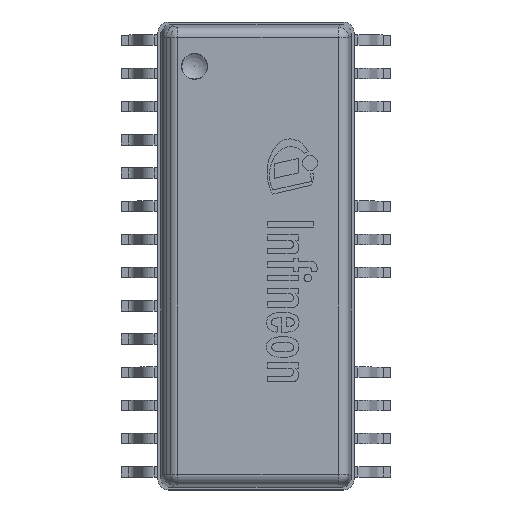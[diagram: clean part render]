
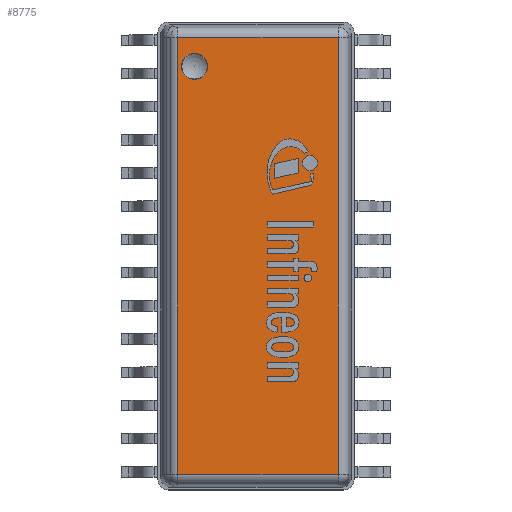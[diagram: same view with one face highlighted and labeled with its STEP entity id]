
A CAD part, top view. The second image highlights one B-rep face of the part: STEP entity #8775.
In plain terms, the highlighted planar face has unit normal (0, 0, 1).
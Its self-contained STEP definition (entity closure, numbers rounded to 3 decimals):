
#98=FACE_BOUND('',#1428,.T.);
#444=PLANE('',#9551);
#915=FACE_OUTER_BOUND('',#1427,.T.);
#1427=EDGE_LOOP('',(#7660,#7661,#7662,#7663));
#1428=EDGE_LOOP('',(#7664));
#2280=LINE('',#14050,#3231);
#2282=LINE('',#14053,#3233);
#2285=LINE('',#14058,#3236);
#2290=LINE('',#14068,#3241);
#3231=VECTOR('',#11568,1.);
#3233=VECTOR('',#11572,1.);
#3236=VECTOR('',#11579,1.);
#3241=VECTOR('',#11590,1.);
#3705=CIRCLE('',#9552,0.5);
#4326=VERTEX_POINT('',#13989);
#4334=VERTEX_POINT('',#14009);
#4343=VERTEX_POINT('',#14033);
#4347=VERTEX_POINT('',#14045);
#4352=VERTEX_POINT('',#14084);
#5474=EDGE_CURVE('',#4334,#4347,#2280,.T.);
#5476=EDGE_CURVE('',#4347,#4343,#2282,.T.);
#5479=EDGE_CURVE('',#4343,#4326,#2285,.T.);
#5485=EDGE_CURVE('',#4326,#4334,#2290,.T.);
#5493=EDGE_CURVE('',#4352,#4352,#3705,.T.);
#7660=ORIENTED_EDGE('',*,*,#5474,.F.);
#7661=ORIENTED_EDGE('',*,*,#5485,.F.);
#7662=ORIENTED_EDGE('',*,*,#5479,.F.);
#7663=ORIENTED_EDGE('',*,*,#5476,.F.);
#7664=ORIENTED_EDGE('',*,*,#5493,.T.);
#8775=ADVANCED_FACE('',(#915,#98),#444,.T.);
#9551=AXIS2_PLACEMENT_3D('',#14083,#11609,#11610);
#9552=AXIS2_PLACEMENT_3D('',#14085,#11611,#11612);
#11568=DIRECTION('',(-1.,0.,0.));
#11572=DIRECTION('',(0.,1.,0.));
#11579=DIRECTION('',(1.,0.,0.));
#11590=DIRECTION('',(0.,-1.,0.));
#11609=DIRECTION('center_axis',(0.,0.,1.));
#11610=DIRECTION('ref_axis',(1.,0.,0.));
#11611=DIRECTION('center_axis',(0.,0.,-1.));
#11612=DIRECTION('ref_axis',(0.,1.,0.));
#13989=CARTESIAN_POINT('',(3.148,8.348,2.65));
#14009=CARTESIAN_POINT('',(3.148,-8.348,2.65));
#14033=CARTESIAN_POINT('',(-2.996,8.348,2.65));
#14045=CARTESIAN_POINT('',(-2.996,-8.348,2.65));
#14050=CARTESIAN_POINT('',(1.825,-8.348,2.65));
#14053=CARTESIAN_POINT('',(-2.996,-2.212,2.65));
#14058=CARTESIAN_POINT('',(-1.825,8.348,2.65));
#14068=CARTESIAN_POINT('',(3.148,4.425,2.65));
#14083=CARTESIAN_POINT('Origin',(0.,0.,
2.65));
#14084=CARTESIAN_POINT('',(-1.85,7.25,2.65));
#14085=CARTESIAN_POINT('Origin',(-2.35,7.25,2.65));
